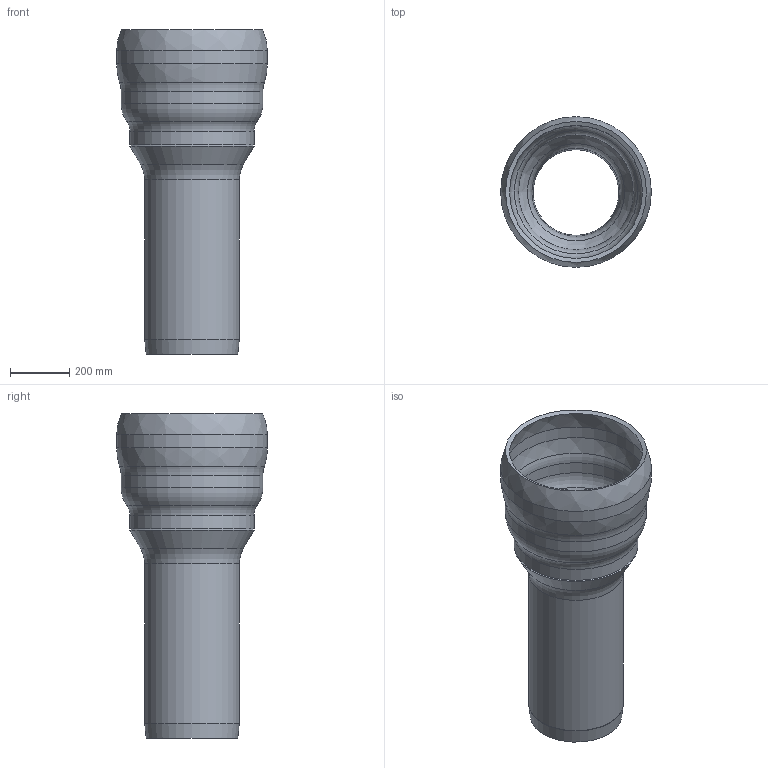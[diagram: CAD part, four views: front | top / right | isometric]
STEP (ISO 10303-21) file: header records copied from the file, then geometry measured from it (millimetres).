
FILE_DESCRIPTION(/* description */ (''),/* implementation_level */ '2;1');
FILE_NAME(/* name */ '19602.AL0X_3D.stp',/* time_stamp */ '2025-01-14T13:09:29+01:00',/* author */ ('N.Hausmann'),/* organization */ (''),/* preprocessor_version */ 'ST-DEVELOPER v20',/* originating_system */ 'AutoCAD Mechanical',/* authorisation */ '');
FILE_SCHEMA (('AUTOMOTIVE_DESIGN { 1 0 10303 214 3 1 1 }'));
Length unit declared in the file: centimetre
Products named in the file (2): Product; *S1
Assembly tree (1 placements, depth 2):
  Product
    *S1
Bounding box: 510 x 510 x 1100 mm (x, y, z)
Volume: 15805587.3 mm3; surface area: 2648464.4 mm2
Topology: 2 solids, 2 shells, 30 faces, 78 edges, 50 vertices
Faces by surface type: torus 10, cylinder 8, cone 7, bspline 4, plane 1
Full cylindrical faces by diameter (mm): 300 x1, 320 x1, 390 x1, 420 x1, 450 x1, 480 x2, 510 x1
Entity records: 1107 total; most frequent: CARTESIAN_POINT 265, DIRECTION 198, ORIENTED_EDGE 154, AXIS2_PLACEMENT_3D 91, EDGE_CURVE 77, CIRCLE 62, VERTEX_POINT 48, EDGE_LOOP 31
